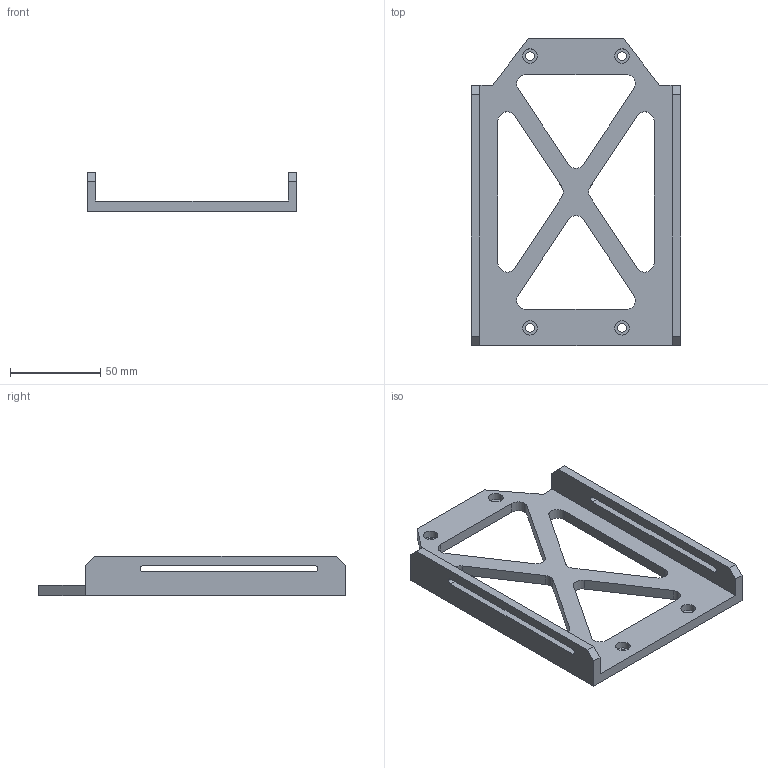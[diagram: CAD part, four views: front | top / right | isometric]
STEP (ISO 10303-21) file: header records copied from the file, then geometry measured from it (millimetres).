
FILE_DESCRIPTION (( 'STEP AP203' ), '1' );
FILE_NAME ('power supply adapter.STEP', '2018-01-09T05:07:05', ( '' ), ( '' ), 'SwSTEP 2.0', 'SolidWorks 2017', '' );
FILE_SCHEMA (( 'CONFIG_CONTROL_DESIGN' ));
Length unit declared in the file: millimetre
Products named in the file (1): power supply adapter
Bounding box: 116 x 170 x 22 mm (x, y, z)
Volume: 81104.4 mm3; surface area: 39445.9 mm2
Topology: 1 solids, 1 shells, 75 faces, 207 edges, 138 vertices
Faces by surface type: plane 38, cylinder 37
Entity records: 2532 total; most frequent: DIRECTION 433, CARTESIAN_POINT 421, ORIENTED_EDGE 414, EDGE_CURVE 207, AXIS2_PLACEMENT_3D 150, VERTEX_POINT 138, LINE 133, VECTOR 133
